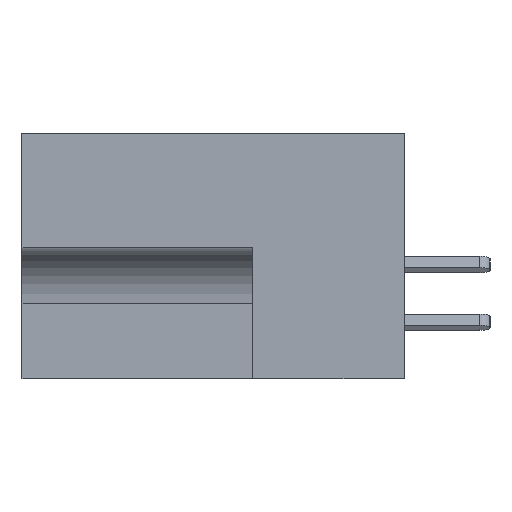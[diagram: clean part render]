
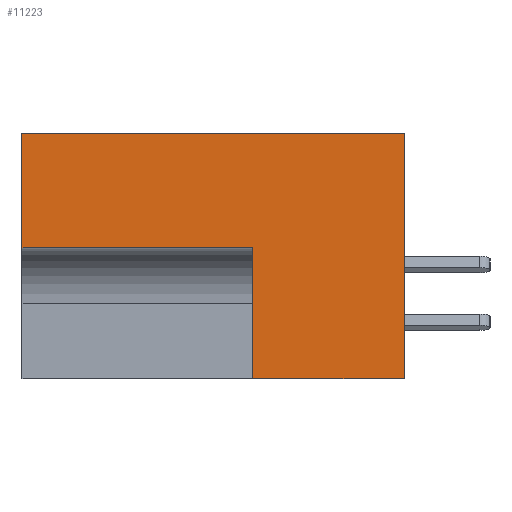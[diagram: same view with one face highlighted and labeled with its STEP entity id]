
A CAD part, left-side view. The second image highlights one B-rep face of the part: STEP entity #11223.
In plain terms, the highlighted planar face has unit normal (-1, 0, 0).
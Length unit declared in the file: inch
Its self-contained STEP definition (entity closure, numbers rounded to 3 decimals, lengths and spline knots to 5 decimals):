
#241 = CARTESIAN_POINT ( 'NONE',  ( 0., 0.328, -0.248 ) ) ;
#984 = LINE ( 'NONE', #11497, #5091 ) ;
#2045 = VERTEX_POINT ( 'NONE', #4156 ) ;
#2048 = VECTOR ( 'NONE', #3784, 39.37008 ) ;
#2561 = VERTEX_POINT ( 'NONE', #241 ) ;
#2781 = AXIS2_PLACEMENT_3D ( 'NONE', #6951, #15580, #9396 ) ;
#2941 = CARTESIAN_POINT ( 'NONE',  ( 0., 0., 0. ) ) ;
#3784 = DIRECTION ( 'NONE',  ( 0., -1., 0. ) ) ;
#4156 = CARTESIAN_POINT ( 'NONE',  ( 0., 0.328, -0.531 ) ) ;
#4162 = LINE ( 'NONE', #5735, #11560 ) ;
#4314 = EDGE_CURVE ( 'NONE', #15307, #6587, #15292, .T. ) ;
#4432 = LINE ( 'NONE', #14545, #10468 ) ;
#4478 = EDGE_LOOP ( 'NONE', ( #15910, #6689, #15071, #12686, #15103, #8216 ) ) ;
#5091 = VECTOR ( 'NONE', #5272, 39.37008 ) ;
#5272 = DIRECTION ( 'NONE',  ( 0., 0., 1. ) ) ;
#5323 = CARTESIAN_POINT ( 'NONE',  ( 0., 0.828, 0. ) ) ;
#5583 = PLANE ( 'NONE',  #2781 ) ;
#5735 = CARTESIAN_POINT ( 'NONE',  ( 0., 0.328, -0.248 ) ) ;
#6196 = EDGE_CURVE ( 'NONE', #2561, #8379, #4162, .T. ) ;
#6587 = VERTEX_POINT ( 'NONE', #2941 ) ;
#6689 = ORIENTED_EDGE ( 'NONE', *, *, #6196, .F. ) ;
#6951 = CARTESIAN_POINT ( 'NONE',  ( 0., 0.453, 0. ) ) ;
#7130 = CARTESIAN_POINT ( 'NONE',  ( 0., 0., -0.531 ) ) ;
#7214 = VECTOR ( 'NONE', #8856, 39.37008 ) ;
#7792 = LINE ( 'NONE', #5323, #14964 ) ;
#8216 = ORIENTED_EDGE ( 'NONE', *, *, #4314, .F. ) ;
#8379 = VERTEX_POINT ( 'NONE', #15608 ) ;
#8380 = EDGE_CURVE ( 'NONE', #8379, #15307, #7792, .T. ) ;
#8795 = CARTESIAN_POINT ( 'NONE',  ( 0., 0.828, 0. ) ) ;
#8856 = DIRECTION ( 'NONE',  ( 0., -1., 0. ) ) ;
#8978 = VERTEX_POINT ( 'NONE', #7130 ) ;
#9396 = DIRECTION ( 'NONE',  ( 0., 0., -1. ) ) ;
#10323 = CARTESIAN_POINT ( 'NONE',  ( 0., 0.453, -0.531 ) ) ;
#10468 = VECTOR ( 'NONE', #12159, 39.37008 ) ;
#11223 = ADVANCED_FACE ( 'NONE', ( #12499 ), #5583, .F. ) ;
#11497 = CARTESIAN_POINT ( 'NONE',  ( 0., 0., 0. ) ) ;
#11560 = VECTOR ( 'NONE', #11923, 39.37008 ) ;
#11653 = DIRECTION ( 'NONE',  ( 0., 0., 1. ) ) ;
#11701 = EDGE_CURVE ( 'NONE', #8978, #6587, #984, .T. ) ;
#11923 = DIRECTION ( 'NONE',  ( 0., 1., 0. ) ) ;
#12159 = DIRECTION ( 'NONE',  ( 0., 0., 1. ) ) ;
#12499 = FACE_OUTER_BOUND ( 'NONE', #4478, .T. ) ;
#12686 = ORIENTED_EDGE ( 'NONE', *, *, #12743, .T. ) ;
#12743 = EDGE_CURVE ( 'NONE', #2045, #8978, #15563, .T. ) ;
#13517 = CARTESIAN_POINT ( 'NONE',  ( 0., 0.453, 0. ) ) ;
#14545 = CARTESIAN_POINT ( 'NONE',  ( 0., 0.328, -0.531 ) ) ;
#14964 = VECTOR ( 'NONE', #11653, 39.37008 ) ;
#15071 = ORIENTED_EDGE ( 'NONE', *, *, #15094, .F. ) ;
#15094 = EDGE_CURVE ( 'NONE', #2045, #2561, #4432, .T. ) ;
#15103 = ORIENTED_EDGE ( 'NONE', *, *, #11701, .T. ) ;
#15292 = LINE ( 'NONE', #13517, #2048 ) ;
#15307 = VERTEX_POINT ( 'NONE', #8795 ) ;
#15563 = LINE ( 'NONE', #10323, #7214 ) ;
#15580 = DIRECTION ( 'NONE',  ( 1., 0., 0. ) ) ;
#15608 = CARTESIAN_POINT ( 'NONE',  ( 0., 0.828, -0.248 ) ) ;
#15910 = ORIENTED_EDGE ( 'NONE', *, *, #8380, .F. ) ;
